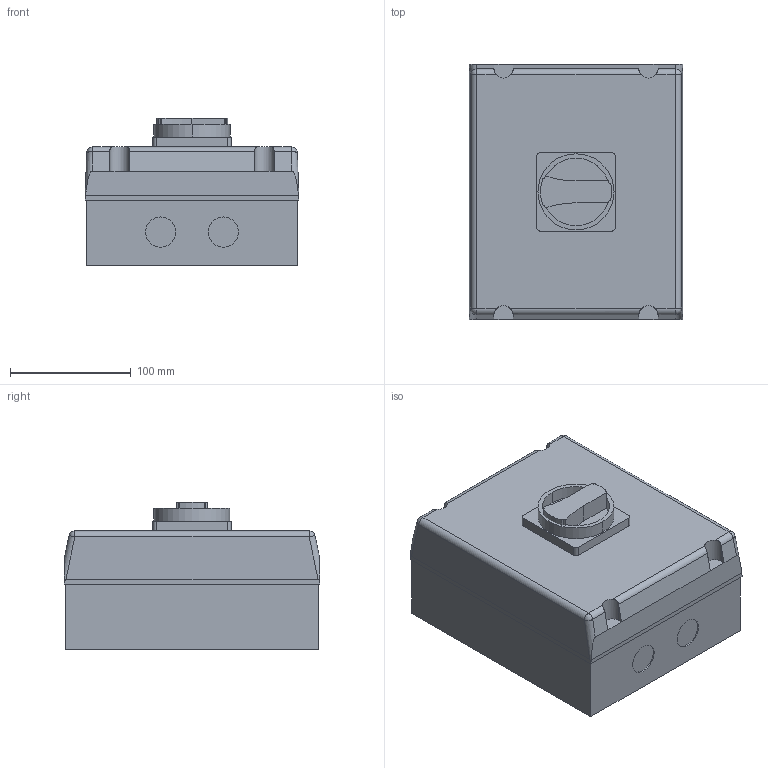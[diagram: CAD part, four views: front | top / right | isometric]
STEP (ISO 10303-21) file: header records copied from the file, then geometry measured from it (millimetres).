
FILE_DESCRIPTION((''),'2;1');
FILE_NAME('3d_GAZ063CT4B.stp','2014-06-05T08:23:29',(''),(''),'Mechanical Desktop 2011','Mechanical Desktop 2011',', , ');
FILE_SCHEMA(('CONFIG_CONTROL_DESIGN'));
Length unit declared in the file: millimetre
Products named in the file (1): Product
Bounding box: 177 x 212 x 122.4 mm (x, y, z)
Volume: 3664588.3 mm3; surface area: 169211.3 mm2
Topology: 4 solids, 4 shells, 98 faces, 243 edges, 154 vertices
Faces by surface type: plane 51, cylinder 43, sphere 4
Entity records: 3082 total; most frequent: CARTESIAN_POINT 604, DIRECTION 527, ORIENTED_EDGE 478, EDGE_CURVE 239, AXIS2_PLACEMENT_3D 197, VERTEX_POINT 154, VECTOR 133, LINE 133
